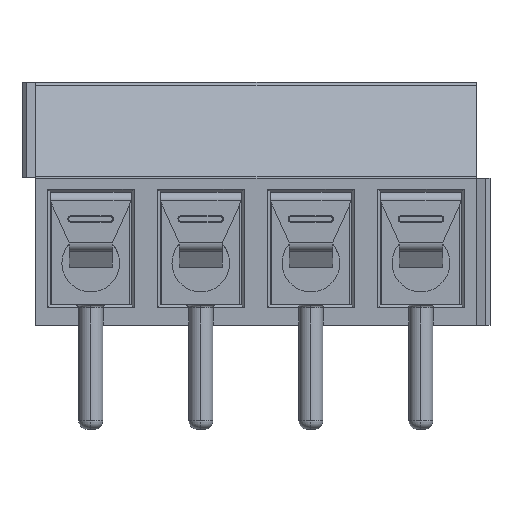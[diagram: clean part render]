
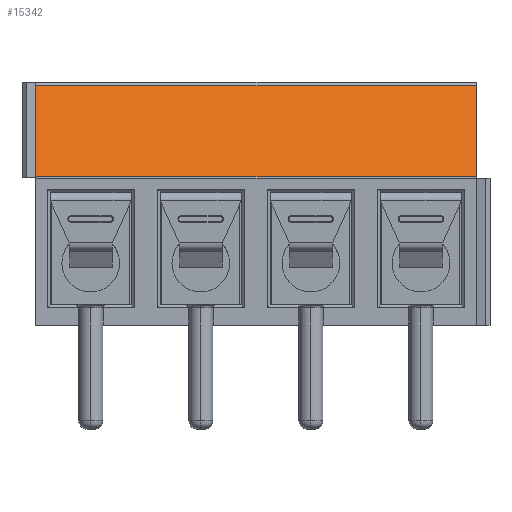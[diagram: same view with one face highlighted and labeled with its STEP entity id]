
A CAD part, top view. The second image highlights one B-rep face of the part: STEP entity #15342.
In plain terms, the highlighted planar face has unit normal (0, 0.407, 0.913).
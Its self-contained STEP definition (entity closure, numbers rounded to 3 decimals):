
#259 = VERTEX_POINT ( 'NONE', #22389 ) ;
#2552 = CARTESIAN_POINT ( 'NONE',  ( 0., 4.2, 2.031 ) ) ;
#2943 = VERTEX_POINT ( 'NONE', #5622 ) ;
#3851 = CARTESIAN_POINT ( 'NONE',  ( 15.24, 4.081, 2.084 ) ) ;
#3994 = VECTOR ( 'NONE', #10414, 1000. ) ;
#5622 = CARTESIAN_POINT ( 'NONE',  ( 0., 4.081, 2.084 ) ) ;
#6829 = FACE_OUTER_BOUND ( 'NONE', #16269, .T. ) ;
#8054 = CARTESIAN_POINT ( 'NONE',  ( 15.24, 4.2, 2.031 ) ) ;
#9373 = PLANE ( 'NONE',  #10384 ) ;
#10384 = AXIS2_PLACEMENT_3D ( 'NONE', #20707, #29460, #12233 ) ;
#10414 = DIRECTION ( 'NONE',  ( 1., 0., 0. ) ) ;
#10935 = DIRECTION ( 'NONE',  ( 0., -0.914, 0.407 ) ) ;
#11229 = VECTOR ( 'NONE', #15132, 1000. ) ;
#12233 = DIRECTION ( 'NONE',  ( 0., 0.914, -0.407 ) ) ;
#15132 = DIRECTION ( 'NONE',  ( -1., 0., 0. ) ) ;
#15342 = ADVANCED_FACE ( 'NONE', ( #6829 ), #9373, .F. ) ;
#16269 = EDGE_LOOP ( 'NONE', ( #29072, #31753, #25918, #28653 ) ) ;
#16425 = VERTEX_POINT ( 'NONE', #37028 ) ;
#17322 = VECTOR ( 'NONE', #10935, 1000. ) ;
#17685 = LINE ( 'NONE', #2552, #25334 ) ;
#18318 = VERTEX_POINT ( 'NONE', #36299 ) ;
#19758 = DIRECTION ( 'NONE',  ( 0., -0.914, 0.407 ) ) ;
#20707 = CARTESIAN_POINT ( 'NONE',  ( 15.24, 4.2, 2.031 ) ) ;
#22389 = CARTESIAN_POINT ( 'NONE',  ( 0., 0.939, 3.483 ) ) ;
#22513 = EDGE_CURVE ( 'NONE', #16425, #18318, #24972, .T. ) ;
#24748 = CARTESIAN_POINT ( 'NONE',  ( 15.24, 0.939, 3.483 ) ) ;
#24972 = LINE ( 'NONE', #8054, #17322 ) ;
#25334 = VECTOR ( 'NONE', #19758, 1000. ) ;
#25918 = ORIENTED_EDGE ( 'NONE', *, *, #22513, .F. ) ;
#28653 = ORIENTED_EDGE ( 'NONE', *, *, #31469, .T. ) ;
#29072 = ORIENTED_EDGE ( 'NONE', *, *, #34166, .T. ) ;
#29460 = DIRECTION ( 'NONE',  ( 0., -0.407, -0.914 ) ) ;
#31469 = EDGE_CURVE ( 'NONE', #16425, #2943, #34155, .T. ) ;
#31753 = ORIENTED_EDGE ( 'NONE', *, *, #36909, .T. ) ;
#34155 = LINE ( 'NONE', #3851, #11229 ) ;
#34166 = EDGE_CURVE ( 'NONE', #2943, #259, #17685, .T. ) ;
#34552 = LINE ( 'NONE', #24748, #3994 ) ;
#36299 = CARTESIAN_POINT ( 'NONE',  ( 15.24, 0.939, 3.483 ) ) ;
#36909 = EDGE_CURVE ( 'NONE', #259, #18318, #34552, .T. ) ;
#37028 = CARTESIAN_POINT ( 'NONE',  ( 15.24, 4.081, 2.084 ) ) ;
